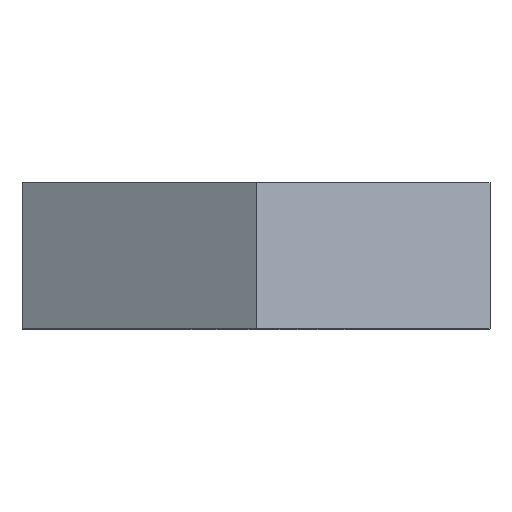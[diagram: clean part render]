
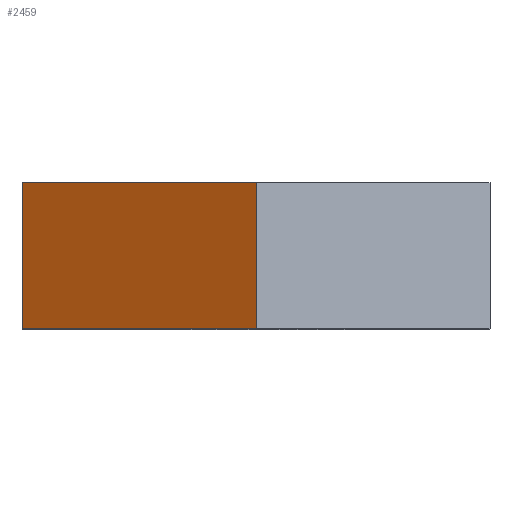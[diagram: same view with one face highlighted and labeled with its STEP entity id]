
A CAD part, top view. The second image highlights one B-rep face of the part: STEP entity #2459.
In plain terms, the highlighted planar face has unit normal (-0.5, 0, 0.866).
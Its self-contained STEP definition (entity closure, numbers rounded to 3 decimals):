
#79 = ORIENTED_EDGE ( 'NONE', *, *, #82, .T. ) ;
#82 = EDGE_CURVE ( 'NONE', #2985, #1039, #997, .T. ) ;
#86 = CARTESIAN_POINT ( 'NONE',  ( 0., 5., 18.475 ) ) ;
#92 = DIRECTION ( 'NONE',  ( 0.5, 0., -0.866 ) ) ;
#128 = CARTESIAN_POINT ( 'NONE',  ( -16., -5., 9.238 ) ) ;
#325 = PLANE ( 'NONE',  #636 ) ;
#364 = CARTESIAN_POINT ( 'NONE',  ( -16., 5., 9.238 ) ) ;
#392 = VERTEX_POINT ( 'NONE', #364 ) ;
#458 = CARTESIAN_POINT ( 'NONE',  ( 0., -5., 18.475 ) ) ;
#505 = EDGE_CURVE ( 'NONE', #392, #2985, #867, .T. ) ;
#569 = VECTOR ( 'NONE', #3112, 1000. ) ;
#636 = AXIS2_PLACEMENT_3D ( 'NONE', #1421, #92, #1191 ) ;
#867 = LINE ( 'NONE', #885, #2616 ) ;
#885 = CARTESIAN_POINT ( 'NONE',  ( -16., 5., 9.238 ) ) ;
#904 = FACE_OUTER_BOUND ( 'NONE', #1353, .T. ) ;
#907 = VERTEX_POINT ( 'NONE', #2577 ) ;
#997 = LINE ( 'NONE', #2592, #569 ) ;
#1039 = VERTEX_POINT ( 'NONE', #458 ) ;
#1191 = DIRECTION ( 'NONE',  ( -0.866, 0., -0.5 ) ) ;
#1300 = CARTESIAN_POINT ( 'NONE',  ( -16., 5., 9.238 ) ) ;
#1314 = VECTOR ( 'NONE', #2215, 1000. ) ;
#1353 = EDGE_LOOP ( 'NONE', ( #79, #2468, #2246, #1516 ) ) ;
#1415 = LINE ( 'NONE', #86, #1314 ) ;
#1421 = CARTESIAN_POINT ( 'NONE',  ( -16., 5., 9.238 ) ) ;
#1457 = DIRECTION ( 'NONE',  ( 0., -1., 0. ) ) ;
#1516 = ORIENTED_EDGE ( 'NONE', *, *, #505, .T. ) ;
#1848 = DIRECTION ( 'NONE',  ( 0.866, 0., 0.5 ) ) ;
#2053 = VECTOR ( 'NONE', #1848, 1000. ) ;
#2080 = LINE ( 'NONE', #1300, #2053 ) ;
#2095 = EDGE_CURVE ( 'NONE', #907, #1039, #1415, .T. ) ;
#2215 = DIRECTION ( 'NONE',  ( 0., -1., 0. ) ) ;
#2246 = ORIENTED_EDGE ( 'NONE', *, *, #3502, .F. ) ;
#2459 = ADVANCED_FACE ( 'NONE', ( #904 ), #325, .F. ) ;
#2468 = ORIENTED_EDGE ( 'NONE', *, *, #2095, .F. ) ;
#2577 = CARTESIAN_POINT ( 'NONE',  ( 0., 5., 18.475 ) ) ;
#2592 = CARTESIAN_POINT ( 'NONE',  ( -16., -5., 9.238 ) ) ;
#2616 = VECTOR ( 'NONE', #1457, 1000. ) ;
#2985 = VERTEX_POINT ( 'NONE', #128 ) ;
#3112 = DIRECTION ( 'NONE',  ( 0.866, 0., 0.5 ) ) ;
#3502 = EDGE_CURVE ( 'NONE', #392, #907, #2080, .T. ) ;
